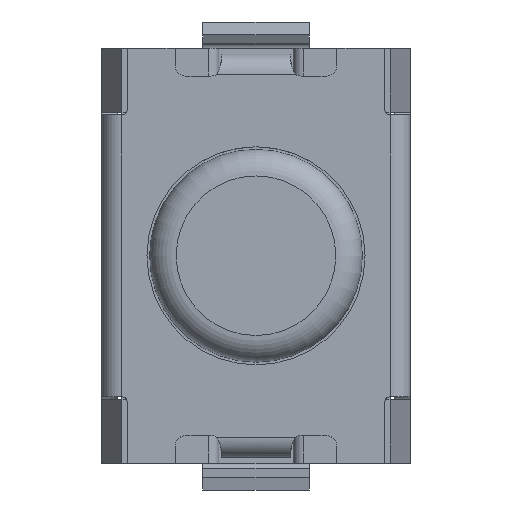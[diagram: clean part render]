
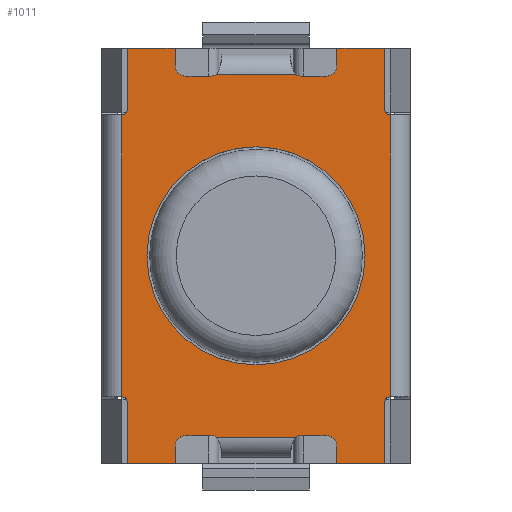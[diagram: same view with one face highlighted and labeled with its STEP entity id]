
A CAD part, top view. The second image highlights one B-rep face of the part: STEP entity #1011.
In plain terms, the highlighted planar face has unit normal (0, 0, 1).
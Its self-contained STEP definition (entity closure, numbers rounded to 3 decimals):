
#1011=ADVANCED_FACE('',(#3281,#3283),#3285,.T.);
#3281=FACE_BOUND('',#3282,.T.);
#3282=EDGE_LOOP('',(#5114,#5115,#5116,#5117,#5118,#5119,#5120,#5121,#5122,#5123,
#5124,#5125,#5126,#5127,#5128,#5129,#5130,#5131,#5132,#5133,#5134,#5135,#5136,#5137,
#5138,#5139,#5140,#5141,#5142,#5143,#5144,#5145));
#3283=FACE_BOUND('',#3284,.T.);
#3284=EDGE_LOOP('',(#5146));
#3285=PLANE('',#3286);
#3286=AXIS2_PLACEMENT_3D('',#3287,#3288,#3289);
#3287=CARTESIAN_POINT('',(0.,0.,1.5));
#3288=DIRECTION('',(0.,0.,1.));
#3289=DIRECTION('',(1.,0.,0.));
#5114=ORIENTED_EDGE('',*,*,#6283,.T.);
#5115=ORIENTED_EDGE('',*,*,#6209,.T.);
#5116=ORIENTED_EDGE('',*,*,#6211,.T.);
#5117=ORIENTED_EDGE('',*,*,#6213,.T.);
#5118=ORIENTED_EDGE('',*,*,#6215,.T.);
#5119=ORIENTED_EDGE('',*,*,#6217,.T.);
#5120=ORIENTED_EDGE('',*,*,#6219,.T.);
#5121=ORIENTED_EDGE('',*,*,#6221,.T.);
#5122=ORIENTED_EDGE('',*,*,#6284,.T.);
#5123=ORIENTED_EDGE('',*,*,#6226,.T.);
#5124=ORIENTED_EDGE('',*,*,#6229,.T.);
#5125=ORIENTED_EDGE('',*,*,#6231,.T.);
#5126=ORIENTED_EDGE('',*,*,#6233,.T.);
#5127=ORIENTED_EDGE('',*,*,#6235,.T.);
#5128=ORIENTED_EDGE('',*,*,#6237,.T.);
#5129=ORIENTED_EDGE('',*,*,#6239,.T.);
#5130=ORIENTED_EDGE('',*,*,#6285,.T.);
#5131=ORIENTED_EDGE('',*,*,#6247,.T.);
#5132=ORIENTED_EDGE('',*,*,#6249,.T.);
#5133=ORIENTED_EDGE('',*,*,#6251,.T.);
#5134=ORIENTED_EDGE('',*,*,#6253,.T.);
#5135=ORIENTED_EDGE('',*,*,#6255,.T.);
#5136=ORIENTED_EDGE('',*,*,#6257,.T.);
#5137=ORIENTED_EDGE('',*,*,#6259,.T.);
#5138=ORIENTED_EDGE('',*,*,#6286,.F.);
#5139=ORIENTED_EDGE('',*,*,#6264,.T.);
#5140=ORIENTED_EDGE('',*,*,#6267,.T.);
#5141=ORIENTED_EDGE('',*,*,#6269,.T.);
#5142=ORIENTED_EDGE('',*,*,#6271,.T.);
#5143=ORIENTED_EDGE('',*,*,#6273,.T.);
#5144=ORIENTED_EDGE('',*,*,#6275,.T.);
#5145=ORIENTED_EDGE('',*,*,#6277,.T.);
#5146=ORIENTED_EDGE('',*,*,#6206,.T.);
#6206=EDGE_CURVE('',#7082,#7082,#7083,.F.);
#6209=EDGE_CURVE('',#7084,#7086,#7088,.T.);
#6211=EDGE_CURVE('',#7086,#7089,#7091,.T.);
#6213=EDGE_CURVE('',#7089,#7092,#7094,.T.);
#6215=EDGE_CURVE('',#7092,#7095,#7097,.T.);
#6217=EDGE_CURVE('',#7095,#7098,#7100,.T.);
#6219=EDGE_CURVE('',#7098,#7101,#7103,.T.);
#6221=EDGE_CURVE('',#7101,#7104,#7106,.T.);
#6226=EDGE_CURVE('',#7114,#7112,#7115,.T.);
#6229=EDGE_CURVE('',#7112,#7117,#7119,.T.);
#6231=EDGE_CURVE('',#7117,#7120,#7122,.T.);
#6233=EDGE_CURVE('',#7120,#7123,#7125,.T.);
#6235=EDGE_CURVE('',#7123,#7126,#7128,.T.);
#6237=EDGE_CURVE('',#7126,#7129,#7131,.T.);
#6239=EDGE_CURVE('',#7129,#7132,#7134,.T.);
#6247=EDGE_CURVE('',#7144,#7146,#7148,.T.);
#6249=EDGE_CURVE('',#7146,#7149,#7151,.T.);
#6251=EDGE_CURVE('',#7149,#7152,#7154,.T.);
#6253=EDGE_CURVE('',#7152,#7155,#7157,.T.);
#6255=EDGE_CURVE('',#7155,#7158,#7160,.T.);
#6257=EDGE_CURVE('',#7158,#7161,#7163,.T.);
#6259=EDGE_CURVE('',#7161,#7164,#7166,.T.);
#6264=EDGE_CURVE('',#7174,#7172,#7175,.T.);
#6267=EDGE_CURVE('',#7172,#7177,#7179,.T.);
#6269=EDGE_CURVE('',#7177,#7180,#7182,.T.);
#6271=EDGE_CURVE('',#7180,#7183,#7185,.T.);
#6273=EDGE_CURVE('',#7183,#7186,#7188,.T.);
#6275=EDGE_CURVE('',#7186,#7189,#7191,.T.);
#6277=EDGE_CURVE('',#7189,#7192,#7194,.T.);
#6283=EDGE_CURVE('',#7192,#7084,#7204,.T.);
#6284=EDGE_CURVE('',#7104,#7114,#7205,.T.);
#6285=EDGE_CURVE('',#7132,#7144,#7206,.T.);
#6286=EDGE_CURVE('',#7174,#7164,#7207,.T.);
#7082=VERTEX_POINT('',#8755);
#7083=CIRCLE('',#8756,1.025);
#7084=VERTEX_POINT('',#8760);
#7086=VERTEX_POINT('',#8764);
#7088=CIRCLE('',#8768,0.1);
#7089=VERTEX_POINT('',#8772);
#7091=LINE('',#8776,#8777);
#7092=VERTEX_POINT('',#8779);
#7094=CIRCLE('',#8783,0.1);
#7095=VERTEX_POINT('',#8787);
#7097=LINE('',#8791,#8792);
#7098=VERTEX_POINT('',#8794);
#7100=LINE('',#8798,#8799);
#7101=VERTEX_POINT('',#8801);
#7103=LINE('',#8805,#8806);
#7104=VERTEX_POINT('',#8808);
#7106=CIRCLE('',#8812,0.05);
#7112=VERTEX_POINT('',#8829);
#7114=VERTEX_POINT('',#8833);
#7115=CIRCLE('',#8834,0.05);
#7117=VERTEX_POINT('',#8841);
#7119=LINE('',#8845,#8846);
#7120=VERTEX_POINT('',#8848);
#7122=LINE('',#8852,#8853);
#7123=VERTEX_POINT('',#8855);
#7125=LINE('',#8859,#8860);
#7126=VERTEX_POINT('',#8862);
#7128=CIRCLE('',#8866,0.1);
#7129=VERTEX_POINT('',#8870);
#7131=LINE('',#8874,#8875);
#7132=VERTEX_POINT('',#8877);
#7134=CIRCLE('',#8881,0.1);
#7144=VERTEX_POINT('',#8912);
#7146=VERTEX_POINT('',#8916);
#7148=CIRCLE('',#8920,0.1);
#7149=VERTEX_POINT('',#8924);
#7151=LINE('',#8928,#8929);
#7152=VERTEX_POINT('',#8931);
#7154=CIRCLE('',#8935,0.1);
#7155=VERTEX_POINT('',#8939);
#7157=LINE('',#8943,#8944);
#7158=VERTEX_POINT('',#8946);
#7160=LINE('',#8950,#8951);
#7161=VERTEX_POINT('',#8953);
#7163=LINE('',#8957,#8958);
#7164=VERTEX_POINT('',#8960);
#7166=CIRCLE('',#8964,0.05);
#7172=VERTEX_POINT('',#8981);
#7174=VERTEX_POINT('',#8985);
#7175=CIRCLE('',#8986,0.05);
#7177=VERTEX_POINT('',#8993);
#7179=LINE('',#8997,#8998);
#7180=VERTEX_POINT('',#9000);
#7182=LINE('',#9004,#9005);
#7183=VERTEX_POINT('',#9007);
#7185=LINE('',#9011,#9012);
#7186=VERTEX_POINT('',#9014);
#7188=CIRCLE('',#9018,0.1);
#7189=VERTEX_POINT('',#9022);
#7191=LINE('',#9026,#9027);
#7192=VERTEX_POINT('',#9029);
#7194=CIRCLE('',#9033,0.1);
#7204=LINE('',#9064,#9065);
#7205=LINE('',#9067,#9068);
#7206=LINE('',#9070,#9071);
#7207=LINE('',#9073,#9074);
#8755=CARTESIAN_POINT('',(1.025,0.,1.5));
#8756=AXIS2_PLACEMENT_3D('',#8757,#8758,#8759);
#8757=CARTESIAN_POINT('',(0.,0.,1.5));
#8758=DIRECTION('',(0.,0.,1.));
#8759=DIRECTION('',(1.,0.,0.));
#8760=CARTESIAN_POINT('',(-0.372,1.705,1.5));
#8764=CARTESIAN_POINT('',(-0.425,1.69,1.5));
#8768=AXIS2_PLACEMENT_3D('',#8769,#8770,#8771);
#8769=CARTESIAN_POINT('',(-0.425,1.79,1.5));
#8770=DIRECTION('',(0.,0.,-1.));
#8771=DIRECTION('',(0.527,-0.85,0.));
#8772=CARTESIAN_POINT('',(-0.66,1.69,1.5));
#8776=CARTESIAN_POINT('',(-0.425,1.69,1.5));
#8777=VECTOR('',#8778,1.);
#8778=DIRECTION('',(-1.,0.,0.));
#8779=CARTESIAN_POINT('',(-0.76,1.79,1.5));
#8783=AXIS2_PLACEMENT_3D('',#8784,#8785,#8786);
#8784=CARTESIAN_POINT('',(-0.66,1.79,1.5));
#8785=DIRECTION('',(0.,0.,-1.));
#8786=DIRECTION('',(0.,-1.,0.));
#8787=CARTESIAN_POINT('',(-0.76,1.95,1.5));
#8791=CARTESIAN_POINT('',(-0.76,1.79,1.5));
#8792=VECTOR('',#8793,1.);
#8793=DIRECTION('',(0.,1.,0.));
#8794=CARTESIAN_POINT('',(-1.21,1.95,1.5));
#8798=CARTESIAN_POINT('',(-0.76,1.95,1.5));
#8799=VECTOR('',#8800,1.);
#8800=DIRECTION('',(-1.,0.,0.));
#8801=CARTESIAN_POINT('',(-1.21,1.375,1.5));
#8805=CARTESIAN_POINT('',(-1.21,1.95,1.5));
#8806=VECTOR('',#8807,1.);
#8807=DIRECTION('',(0.,-1.,0.));
#8808=CARTESIAN_POINT('',(-1.26,1.325,1.5));
#8812=AXIS2_PLACEMENT_3D('',#8813,#8814,#8815);
#8813=CARTESIAN_POINT('',(-1.26,1.375,1.5));
#8814=DIRECTION('',(0.,0.,-1.));
#8815=DIRECTION('',(1.,0.,0.));
#8829=CARTESIAN_POINT('',(-1.21,-1.375,1.5));
#8833=CARTESIAN_POINT('',(-1.26,-1.325,1.5));
#8834=AXIS2_PLACEMENT_3D('',#8835,#8836,#8837);
#8835=CARTESIAN_POINT('',(-1.26,-1.375,1.5));
#8836=DIRECTION('',(0.,0.,-1.));
#8837=DIRECTION('',(0.,1.,0.));
#8841=CARTESIAN_POINT('',(-1.21,-1.95,1.5));
#8845=CARTESIAN_POINT('',(-1.21,-1.375,1.5));
#8846=VECTOR('',#8847,1.);
#8847=DIRECTION('',(0.,-1.,0.));
#8848=CARTESIAN_POINT('',(-0.76,-1.95,1.5));
#8852=CARTESIAN_POINT('',(-1.21,-1.95,1.5));
#8853=VECTOR('',#8854,1.);
#8854=DIRECTION('',(1.,0.,0.));
#8855=CARTESIAN_POINT('',(-0.76,-1.79,1.5));
#8859=CARTESIAN_POINT('',(-0.76,-1.95,1.5));
#8860=VECTOR('',#8861,1.);
#8861=DIRECTION('',(0.,1.,0.));
#8862=CARTESIAN_POINT('',(-0.66,-1.69,1.5));
#8866=AXIS2_PLACEMENT_3D('',#8867,#8868,#8869);
#8867=CARTESIAN_POINT('',(-0.66,-1.79,1.5));
#8868=DIRECTION('',(0.,0.,-1.));
#8869=DIRECTION('',(-1.,0.,0.));
#8870=CARTESIAN_POINT('',(-0.425,-1.69,1.5));
#8874=CARTESIAN_POINT('',(-0.66,-1.69,1.5));
#8875=VECTOR('',#8876,1.);
#8876=DIRECTION('',(1.,0.,0.));
#8877=CARTESIAN_POINT('',(-0.372,-1.705,1.5));
#8881=AXIS2_PLACEMENT_3D('',#8882,#8883,#8884);
#8882=CARTESIAN_POINT('',(-0.425,-1.79,1.5));
#8883=DIRECTION('',(0.,0.,-1.));
#8884=DIRECTION('',(0.,1.,0.));
#8912=CARTESIAN_POINT('',(0.372,-1.705,1.5));
#8916=CARTESIAN_POINT('',(0.425,-1.69,1.5));
#8920=AXIS2_PLACEMENT_3D('',#8921,#8922,#8923);
#8921=CARTESIAN_POINT('',(0.425,-1.79,1.5));
#8922=DIRECTION('',(0.,0.,-1.));
#8923=DIRECTION('',(-0.527,0.85,0.));
#8924=CARTESIAN_POINT('',(0.66,-1.69,1.5));
#8928=CARTESIAN_POINT('',(0.425,-1.69,1.5));
#8929=VECTOR('',#8930,1.);
#8930=DIRECTION('',(1.,0.,0.));
#8931=CARTESIAN_POINT('',(0.76,-1.79,1.5));
#8935=AXIS2_PLACEMENT_3D('',#8936,#8937,#8938);
#8936=CARTESIAN_POINT('',(0.66,-1.79,1.5));
#8937=DIRECTION('',(0.,0.,-1.));
#8938=DIRECTION('',(0.,1.,0.));
#8939=CARTESIAN_POINT('',(0.76,-1.95,1.5));
#8943=CARTESIAN_POINT('',(0.76,-1.79,1.5));
#8944=VECTOR('',#8945,1.);
#8945=DIRECTION('',(0.,-1.,0.));
#8946=CARTESIAN_POINT('',(1.21,-1.95,1.5));
#8950=CARTESIAN_POINT('',(0.76,-1.95,1.5));
#8951=VECTOR('',#8952,1.);
#8952=DIRECTION('',(1.,0.,0.));
#8953=CARTESIAN_POINT('',(1.21,-1.375,1.5));
#8957=CARTESIAN_POINT('',(1.21,-1.95,1.5));
#8958=VECTOR('',#8959,1.);
#8959=DIRECTION('',(0.,1.,0.));
#8960=CARTESIAN_POINT('',(1.26,-1.325,1.5));
#8964=AXIS2_PLACEMENT_3D('',#8965,#8966,#8967);
#8965=CARTESIAN_POINT('',(1.26,-1.375,1.5));
#8966=DIRECTION('',(0.,0.,-1.));
#8967=DIRECTION('',(-1.,0.,0.));
#8981=CARTESIAN_POINT('',(1.21,1.375,1.5));
#8985=CARTESIAN_POINT('',(1.26,1.325,1.5));
#8986=AXIS2_PLACEMENT_3D('',#8987,#8988,#8989);
#8987=CARTESIAN_POINT('',(1.26,1.375,1.5));
#8988=DIRECTION('',(0.,0.,-1.));
#8989=DIRECTION('',(0.,-1.,0.));
#8993=CARTESIAN_POINT('',(1.21,1.95,1.5));
#8997=CARTESIAN_POINT('',(1.21,1.375,1.5));
#8998=VECTOR('',#8999,1.);
#8999=DIRECTION('',(0.,1.,0.));
#9000=CARTESIAN_POINT('',(0.76,1.95,1.5));
#9004=CARTESIAN_POINT('',(1.21,1.95,1.5));
#9005=VECTOR('',#9006,1.);
#9006=DIRECTION('',(-1.,0.,0.));
#9007=CARTESIAN_POINT('',(0.76,1.79,1.5));
#9011=CARTESIAN_POINT('',(0.76,1.95,1.5));
#9012=VECTOR('',#9013,1.);
#9013=DIRECTION('',(0.,-1.,0.));
#9014=CARTESIAN_POINT('',(0.66,1.69,1.5));
#9018=AXIS2_PLACEMENT_3D('',#9019,#9020,#9021);
#9019=CARTESIAN_POINT('',(0.66,1.79,1.5));
#9020=DIRECTION('',(0.,0.,-1.));
#9021=DIRECTION('',(1.,0.,0.));
#9022=CARTESIAN_POINT('',(0.425,1.69,1.5));
#9026=CARTESIAN_POINT('',(0.66,1.69,1.5));
#9027=VECTOR('',#9028,1.);
#9028=DIRECTION('',(-1.,0.,0.));
#9029=CARTESIAN_POINT('',(0.372,1.705,1.5));
#9033=AXIS2_PLACEMENT_3D('',#9034,#9035,#9036);
#9034=CARTESIAN_POINT('',(0.425,1.79,1.5));
#9035=DIRECTION('',(0.,0.,-1.));
#9036=DIRECTION('',(0.,-1.,0.));
#9064=CARTESIAN_POINT('',(0.372,1.705,1.5));
#9065=VECTOR('',#9066,1.);
#9066=DIRECTION('',(-1.,0.,0.));
#9067=CARTESIAN_POINT('',(-1.26,1.325,1.5));
#9068=VECTOR('',#9069,1.);
#9069=DIRECTION('',(0.,-1.,0.));
#9070=CARTESIAN_POINT('',(-0.372,-1.705,1.5));
#9071=VECTOR('',#9072,1.);
#9072=DIRECTION('',(1.,0.,0.));
#9073=CARTESIAN_POINT('',(1.26,1.325,1.5));
#9074=VECTOR('',#9075,1.);
#9075=DIRECTION('',(0.,-1.,0.));
